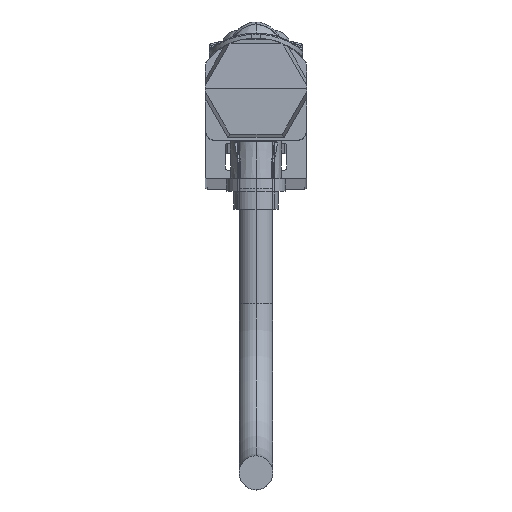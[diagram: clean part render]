
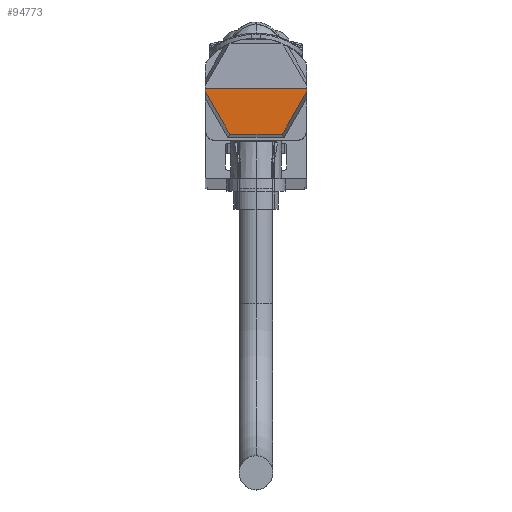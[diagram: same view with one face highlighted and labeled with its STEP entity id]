
A CAD part, top view. The second image highlights one B-rep face of the part: STEP entity #94773.
In plain terms, the highlighted planar face has unit normal (0, -0.018, 1).
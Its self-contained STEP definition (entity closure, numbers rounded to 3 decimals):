
#37819=DIRECTION('',(1.,0.,0.));
#37820=VECTOR('',#37819,12.);
#37821=CARTESIAN_POINT('',(-6.,2.35,364.25));
#37822=LINE('',#37821,#37820);
#37840=DIRECTION('',(0.017,-1.,-0.017));
#37841=VECTOR('',#37840,0.323);
#37842=CARTESIAN_POINT('',(-6.,2.35,364.25));
#37843=LINE('',#37842,#37841);
#37844=DIRECTION('',(-0.017,-1.,-0.017));
#37845=VECTOR('',#37844,0.323);
#37846=CARTESIAN_POINT('',(6.,2.35,364.25));
#37847=LINE('',#37846,#37845);
#37848=DIRECTION('',(0.497,0.868,0.015));
#37849=VECTOR('',#37848,5.82);
#37850=CARTESIAN_POINT('',(3.101,-3.021,
364.156));
#37851=LINE('',#37850,#37849);
#37852=DIRECTION('',(1.,0.,0.));
#37853=VECTOR('',#37852,6.202);
#37854=CARTESIAN_POINT('',(-3.101,-3.021,
364.156));
#37855=LINE('',#37854,#37853);
#37856=DIRECTION('',(0.497,-0.868,-0.015));
#37857=VECTOR('',#37856,5.819);
#37858=CARTESIAN_POINT('',(-5.994,2.027,
364.244));
#37859=LINE('',#37858,#37857);
#43295=CARTESIAN_POINT('',(-6.,2.35,364.25));
#43296=VERTEX_POINT('',#43295);
#43297=CARTESIAN_POINT('',(6.,2.35,364.25));
#43298=VERTEX_POINT('',#43297);
#43304=CARTESIAN_POINT('',(5.994,2.027,364.244));
#43306=VERTEX_POINT('',#43304);
#43320=CARTESIAN_POINT('',(-5.994,2.027,
364.244));
#43322=VERTEX_POINT('',#43320);
#43327=CARTESIAN_POINT('',(-3.101,-3.021,
364.156));
#43328=CARTESIAN_POINT('',(3.101,-3.021,
364.156));
#43329=VERTEX_POINT('',#43327);
#43330=VERTEX_POINT('',#43328);
#94755=CARTESIAN_POINT('',(-6.64,2.35,364.25));
#94756=DIRECTION('',(0.,-0.017,1.));
#94757=DIRECTION('',(1.,0.,0.));
#94758=AXIS2_PLACEMENT_3D('',#94755,#94756,#94757);
#94759=PLANE('',#94758);
#94761=ORIENTED_EDGE('',*,*,#94760,.F.);
#94762=ORIENTED_EDGE('',*,*,#94742,.T.);
#94764=ORIENTED_EDGE('',*,*,#94763,.T.);
#94766=ORIENTED_EDGE('',*,*,#94765,.F.);
#94768=ORIENTED_EDGE('',*,*,#94767,.F.);
#94770=ORIENTED_EDGE('',*,*,#94769,.F.);
#94771=EDGE_LOOP('',(#94761,#94762,#94764,#94766,#94768,#94770));
#94772=FACE_OUTER_BOUND('',#94771,.F.);
#94773=ADVANCED_FACE('',(#94772),#94759,.T.);
#94742=EDGE_CURVE('',#43296,#43298,#37822,.T.);
#94760=EDGE_CURVE('',#43296,#43322,#37843,.T.);
#94763=EDGE_CURVE('',#43298,#43306,#37847,.T.);
#94765=EDGE_CURVE('',#43330,#43306,#37851,.T.);
#94767=EDGE_CURVE('',#43329,#43330,#37855,.T.);
#94769=EDGE_CURVE('',#43322,#43329,#37859,.T.);
